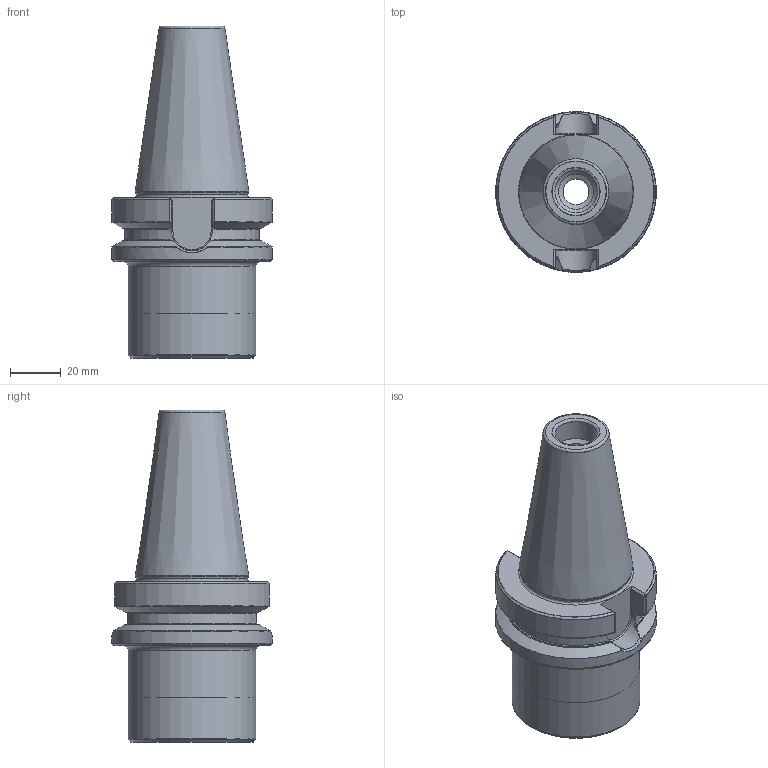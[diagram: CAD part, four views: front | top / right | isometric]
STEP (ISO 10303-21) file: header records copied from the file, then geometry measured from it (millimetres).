
FILE_DESCRIPTION(/* description */ (''),/* implementation_level */ '2;1');
FILE_NAME(/* name */ '214014040.stp',/* time_stamp */ '2021-01-08T12:37:14',/* author */ ('LRA'),/* organization */ ('REGO-FIX'),/* preprocessor_version */ ' Unknown',/* originating_system */ 'SIEMENS PLM Software Solid Edge ST10',/* authorization */ 'Unknown');
FILE_SCHEMA (('AUTOMOTIVE_DESIGN { 1 0 10303 214 2 1 1}'));
Length unit declared in the file: millimetre
Products named in the file (1): NOCUT
Bounding box: 63.3 x 63.3 x 130.8 mm (x, y, z)
Volume: 300754.4 mm3; surface area: 64847 mm2
Topology: 2 solids, 2 shells, 160 faces, 405 edges, 252 vertices
Faces by surface type: plane 71, cylinder 35, cone 28, torus 22, bspline 4
Full cylindrical faces by diameter (mm): 10.106 x2, 13.835 x4, 16.7 x1, 17 x1, 30.5 x2, 50 x2, 50.3 x1, 63 x1, 63.3 x1
Entity records: 5887 total; most frequent: CARTESIAN_POINT 1190, DIRECTION 724, ORIENTED_EDGE 708, EDGE_CURVE 354, AXIS2_PLACEMENT_3D 298, VERTEX_POINT 242, EDGE_LOOP 208, FACE_BOUND 208
